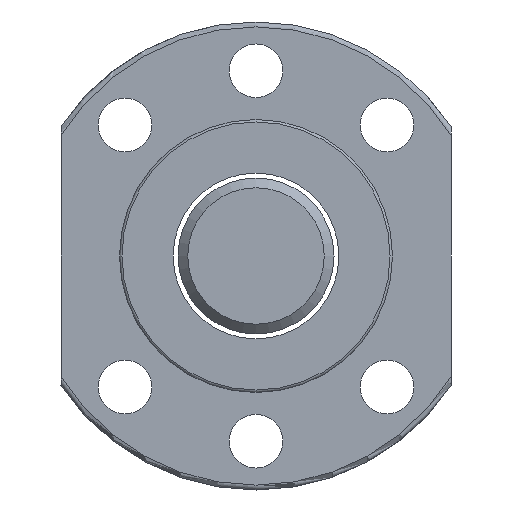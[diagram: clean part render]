
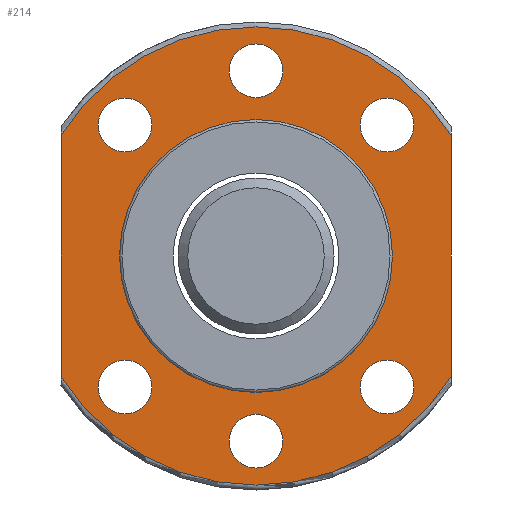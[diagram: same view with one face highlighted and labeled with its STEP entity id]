
A CAD part, left-side view. The second image highlights one B-rep face of the part: STEP entity #214.
In plain terms, the highlighted planar face has unit normal (-1, 0, 0).
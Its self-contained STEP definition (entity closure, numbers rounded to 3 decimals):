
#97=LINE('',#968,#105);
#98=LINE('',#970,#106);
#105=VECTOR('',#731,1.);
#106=VECTOR('',#732,1.);
#160=FACE_BOUND('',#288,.T.);
#161=FACE_BOUND('',#289,.T.);
#162=FACE_BOUND('',#290,.T.);
#163=FACE_BOUND('',#291,.T.);
#164=FACE_BOUND('',#292,.T.);
#165=FACE_BOUND('',#293,.T.);
#166=FACE_BOUND('',#295,.T.);
#214=ADVANCED_FACE('',(#160,#161,#162,#163,#164,#165,#258,#166),#241,.T.);
#241=PLANE('',#625);
#258=FACE_OUTER_BOUND('',#294,.T.);
#288=EDGE_LOOP('',(#369));
#289=EDGE_LOOP('',(#370));
#290=EDGE_LOOP('',(#371));
#291=EDGE_LOOP('',(#372));
#292=EDGE_LOOP('',(#373));
#293=EDGE_LOOP('',(#374));
#294=EDGE_LOOP('',(#375,#376,#377,#378));
#295=EDGE_LOOP('',(#379));
#369=ORIENTED_EDGE('',*,*,#516,.F.);
#370=ORIENTED_EDGE('',*,*,#517,.F.);
#371=ORIENTED_EDGE('',*,*,#518,.F.);
#372=ORIENTED_EDGE('',*,*,#519,.F.);
#373=ORIENTED_EDGE('',*,*,#520,.F.);
#374=ORIENTED_EDGE('',*,*,#521,.F.);
#375=ORIENTED_EDGE('',*,*,#522,.F.);
#376=ORIENTED_EDGE('',*,*,#515,.F.);
#377=ORIENTED_EDGE('',*,*,#523,.T.);
#378=ORIENTED_EDGE('',*,*,#524,.F.);
#379=ORIENTED_EDGE('',*,*,#525,.T.);
#465=VERTEX_POINT('',#930);
#466=VERTEX_POINT('',#953);
#467=VERTEX_POINT('',#957);
#468=VERTEX_POINT('',#959);
#469=VERTEX_POINT('',#961);
#470=VERTEX_POINT('',#963);
#471=VERTEX_POINT('',#965);
#472=VERTEX_POINT('',#967);
#473=VERTEX_POINT('',#969);
#474=VERTEX_POINT('',#971);
#475=VERTEX_POINT('',#974);
#515=EDGE_CURVE('',#466,#465,#564,.T.);
#516=EDGE_CURVE('',#467,#467,#565,.T.);
#517=EDGE_CURVE('',#468,#468,#566,.T.);
#518=EDGE_CURVE('',#469,#469,#567,.T.);
#519=EDGE_CURVE('',#470,#470,#568,.T.);
#520=EDGE_CURVE('',#471,#471,#569,.T.);
#521=EDGE_CURVE('',#472,#472,#570,.T.);
#522=EDGE_CURVE('',#465,#473,#97,.T.);
#523=EDGE_CURVE('',#466,#474,#98,.T.);
#524=EDGE_CURVE('',#473,#474,#571,.T.);
#525=EDGE_CURVE('',#475,#475,#572,.T.);
#564=CIRCLE('',#615,23.5);
#565=CIRCLE('',#617,2.75);
#566=CIRCLE('',#618,2.75);
#567=CIRCLE('',#619,2.75);
#568=CIRCLE('',#620,2.75);
#569=CIRCLE('',#621,2.75);
#570=CIRCLE('',#622,2.75);
#571=CIRCLE('',#623,23.5);
#572=CIRCLE('',#624,14.);
#615=AXIS2_PLACEMENT_3D('',#954,#715,#716);
#617=AXIS2_PLACEMENT_3D('',#956,#719,#720);
#618=AXIS2_PLACEMENT_3D('',#958,#721,#722);
#619=AXIS2_PLACEMENT_3D('',#960,#723,#724);
#620=AXIS2_PLACEMENT_3D('',#962,#725,#726);
#621=AXIS2_PLACEMENT_3D('',#964,#727,#728);
#622=AXIS2_PLACEMENT_3D('',#966,#729,#730);
#623=AXIS2_PLACEMENT_3D('',#972,#733,#734);
#624=AXIS2_PLACEMENT_3D('',#973,#735,#736);
#625=AXIS2_PLACEMENT_3D('',#975,#737,#738);
#715=DIRECTION('',(1.,0.,0.));
#716=DIRECTION('',(0.,1.,0.));
#719=DIRECTION('',(-1.,0.,0.));
#720=DIRECTION('',(0.,-1.,0.));
#721=DIRECTION('',(-1.,0.,0.));
#722=DIRECTION('',(0.,-1.,0.));
#723=DIRECTION('',(-1.,0.,0.));
#724=DIRECTION('',(0.,-1.,0.));
#725=DIRECTION('',(-1.,0.,0.));
#726=DIRECTION('',(0.,-1.,0.));
#727=DIRECTION('',(-1.,0.,0.));
#728=DIRECTION('',(0.,-1.,0.));
#729=DIRECTION('',(-1.,0.,0.));
#730=DIRECTION('',(0.,-1.,0.));
#731=DIRECTION('',(0.,0.,1.));
#732=DIRECTION('',(0.,0.,1.));
#733=DIRECTION('',(1.,0.,0.));
#734=DIRECTION('',(0.,1.,0.));
#735=DIRECTION('',(1.,0.,0.));
#736=DIRECTION('',(0.,1.,0.));
#737=DIRECTION('',(-1.,0.,0.));
#738=DIRECTION('',(0.,-1.,0.));
#930=CARTESIAN_POINT('',(-24.6,20.,-12.339));
#953=CARTESIAN_POINT('',(-24.6,-20.,-12.339));
#954=CARTESIAN_POINT('',(-24.6,0.,0.));
#956=CARTESIAN_POINT('',(-24.6,0.,-19.));
#957=CARTESIAN_POINT('',(-24.6,-2.75,-19.));
#958=CARTESIAN_POINT('',(-24.6,13.435,-13.435));
#959=CARTESIAN_POINT('',(-24.6,10.685,-13.435));
#960=CARTESIAN_POINT('',(-24.6,-13.435,-13.435));
#961=CARTESIAN_POINT('',(-24.6,-16.185,-13.435));
#962=CARTESIAN_POINT('',(-24.6,0.,19.));
#963=CARTESIAN_POINT('',(-24.6,-2.75,19.));
#964=CARTESIAN_POINT('',(-24.6,-13.435,13.435));
#965=CARTESIAN_POINT('',(-24.6,-16.185,13.435));
#966=CARTESIAN_POINT('',(-24.6,13.435,13.435));
#967=CARTESIAN_POINT('',(-24.6,10.685,13.435));
#968=CARTESIAN_POINT('',(-24.6,20.,0.));
#969=CARTESIAN_POINT('',(-24.6,20.,12.339));
#970=CARTESIAN_POINT('',(-24.6,-20.,0.));
#971=CARTESIAN_POINT('',(-24.6,-20.,12.339));
#972=CARTESIAN_POINT('',(-24.6,0.,0.));
#973=CARTESIAN_POINT('',(-24.6,0.,0.));
#974=CARTESIAN_POINT('',(-24.6,14.,0.));
#975=CARTESIAN_POINT('',(-24.6,18.75,0.));
